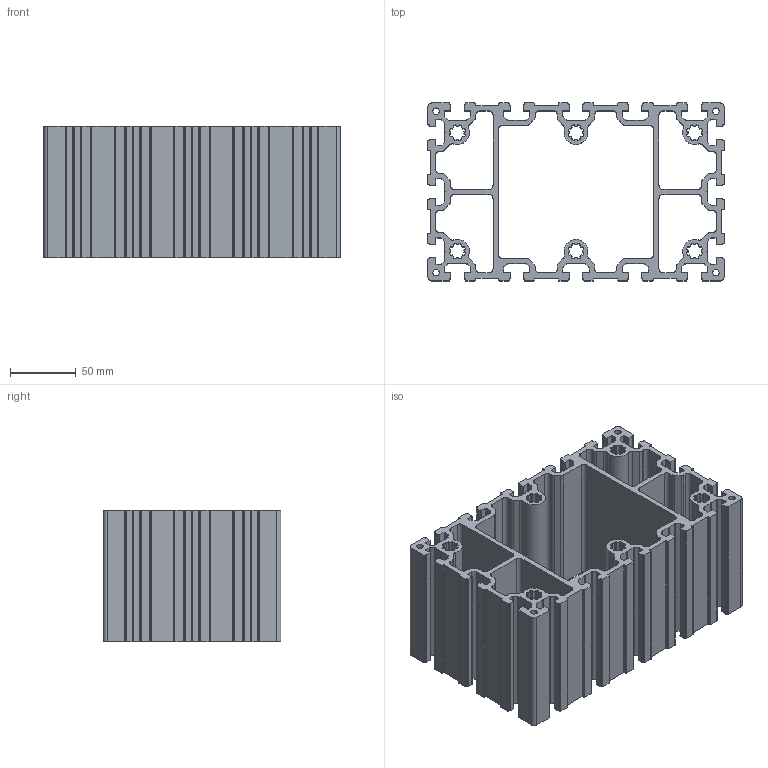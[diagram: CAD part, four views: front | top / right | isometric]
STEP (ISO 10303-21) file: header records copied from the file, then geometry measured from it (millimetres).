
FILE_DESCRIPTION (( 'STEP AP214' ), '1' );
FILE_NAME ('084.105.020.STEP', '2020-03-05T15:47:19', ( '' ), ( '' ), 'SwSTEP 2.0', 'SolidWorks 2018', '' );
FILE_SCHEMA (( 'AUTOMOTIVE_DESIGN' ));
Length unit declared in the file: millimetre
Products named in the file (1): 084.105.020
Bounding box: 225 x 135 x 100 mm (x, y, z)
Volume: 688380.6 mm3; surface area: 318085.4 mm2
Topology: 1 solids, 1 shells, 1139 faces, 3411 edges, 2274 vertices
Faces by surface type: cylinder 643, plane 496
Entity records: 38925 total; most frequent: DIRECTION 6977, CARTESIAN_POINT 6825, ORIENTED_EDGE 6822, EDGE_CURVE 3411, AXIS2_PLACEMENT_3D 2426, VERTEX_POINT 2274, VECTOR 2125, LINE 2125
